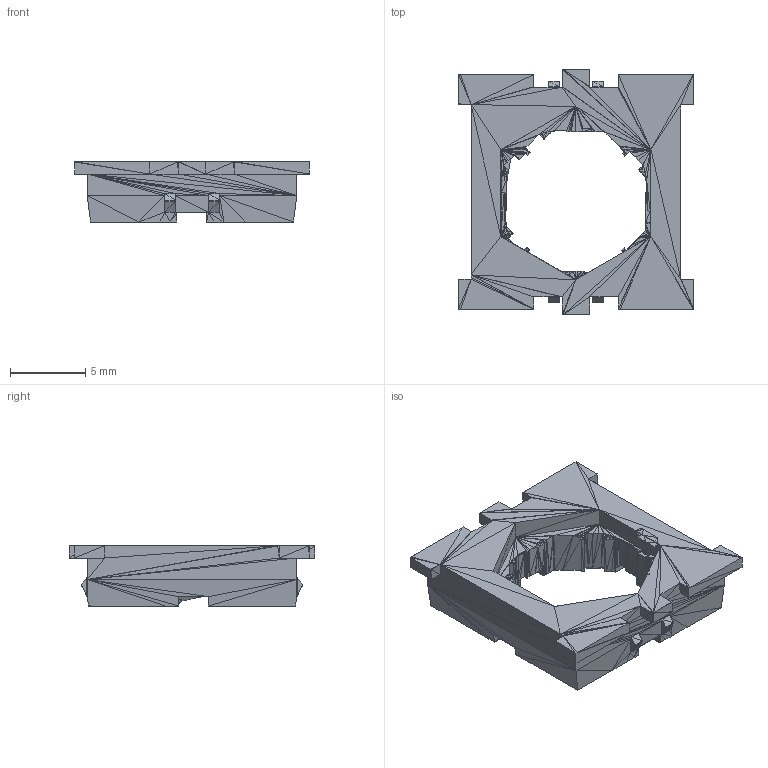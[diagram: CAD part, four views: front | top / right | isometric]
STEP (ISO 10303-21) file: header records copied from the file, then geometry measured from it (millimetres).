
FILE_DESCRIPTION(('FreeCAD Model'),'2;1');
FILE_NAME('Open CASCADE Shape Model','2023-04-27T14:26:18',('Author'),( ''),'Open CASCADE STEP processor 7.5','FreeCAD','Unknown');
FILE_SCHEMA(('AUTOMOTIVE_DESIGN { 1 0 10303 214 1 1 1 1 }'));
Products named in the file (1): SOLID
Bounding box: 15.64 x 16.33 x 4 mm (x, y, z)
Volume: 475.7 mm3; surface area: 679.4 mm2
Topology: 1 solids, 1 shells, 1765 faces, 2658 edges, 891 vertices
Faces by surface type: plane 1765
Entity records: 69092 total; most frequent: DIRECTION 11506, CARTESIAN_POINT 10631, LINE 7974, VECTOR 7974, ORIENTED_EDGE 5316, PCURVE 5316, DEFINITIONAL_REPRESENTATION 5316, EDGE_CURVE 2658
